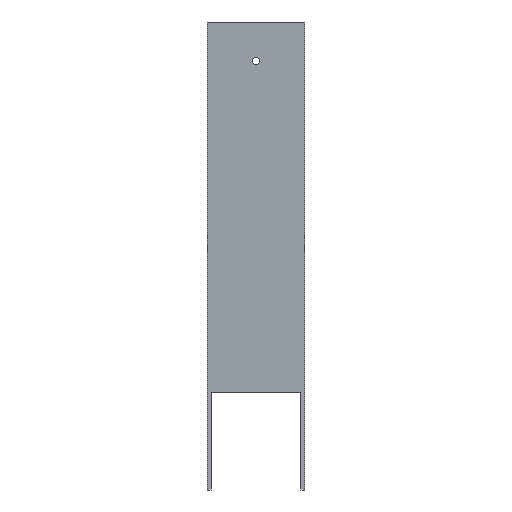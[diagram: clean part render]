
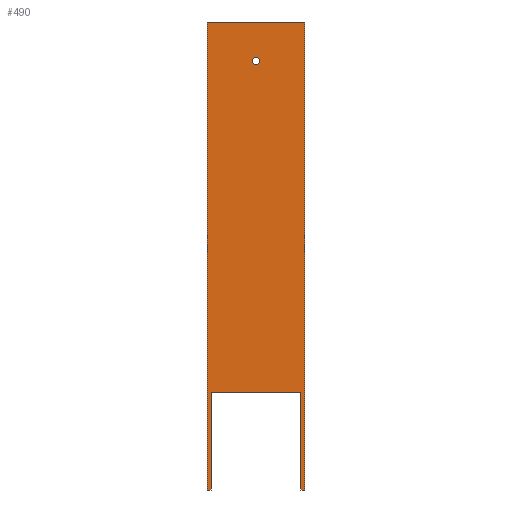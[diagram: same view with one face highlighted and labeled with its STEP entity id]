
A CAD part, front view. The second image highlights one B-rep face of the part: STEP entity #490.
In plain terms, the highlighted planar face has unit normal (0, -1, 0).
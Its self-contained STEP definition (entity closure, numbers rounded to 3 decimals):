
#4 = VECTOR ( 'NONE', #244, 1000. ) ;
#17 = DIRECTION ( 'NONE',  ( 0., 0., 1. ) ) ;
#27 = EDGE_CURVE ( 'NONE', #599, #357, #473, .T. ) ;
#46 = CARTESIAN_POINT ( 'NONE',  ( 23., -25., -190. ) ) ;
#53 = PLANE ( 'NONE',  #353 ) ;
#80 = DIRECTION ( 'NONE',  ( 0., 0., 1. ) ) ;
#94 = EDGE_CURVE ( 'NONE', #399, #101, #978, .T. ) ;
#98 = CARTESIAN_POINT ( 'NONE',  ( 0., -25., -20. ) ) ;
#101 = VERTEX_POINT ( 'NONE', #416 ) ;
#120 = ORIENTED_EDGE ( 'NONE', *, *, #679, .T. ) ;
#122 = CARTESIAN_POINT ( 'NONE',  ( 23., -25., -240. ) ) ;
#127 = CARTESIAN_POINT ( 'NONE',  ( 23., -25., -190. ) ) ;
#143 = AXIS2_PLACEMENT_3D ( 'NONE', #404, #888, #544 ) ;
#191 = VERTEX_POINT ( 'NONE', #850 ) ;
#193 = EDGE_LOOP ( 'NONE', ( #120, #535, #488, #873, #303, #654, #942, #512 ) ) ;
#194 = LINE ( 'NONE', #46, #923 ) ;
#210 = EDGE_CURVE ( 'NONE', #357, #599, #705, .T. ) ;
#218 = VERTEX_POINT ( 'NONE', #661 ) ;
#230 = DIRECTION ( 'NONE',  ( 0., 0., -1. ) ) ;
#232 = VECTOR ( 'NONE', #17, 1000. ) ;
#244 = DIRECTION ( 'NONE',  ( 1., 0., 0. ) ) ;
#251 = DIRECTION ( 'NONE',  ( 0., 0., 1. ) ) ;
#254 = CARTESIAN_POINT ( 'NONE',  ( -25., -25., -240. ) ) ;
#264 = VERTEX_POINT ( 'NONE', #127 ) ;
#273 = DIRECTION ( 'NONE',  ( 1., 0., 0. ) ) ;
#277 = EDGE_CURVE ( 'NONE', #363, #191, #954, .T. ) ;
#281 = DIRECTION ( 'NONE',  ( 1., 0., 0. ) ) ;
#303 = ORIENTED_EDGE ( 'NONE', *, *, #1014, .T. ) ;
#321 = FACE_BOUND ( 'NONE', #701, .T. ) ;
#330 = CARTESIAN_POINT ( 'NONE',  ( 25., -25., -240. ) ) ;
#353 = AXIS2_PLACEMENT_3D ( 'NONE', #468, #810, #732 ) ;
#357 = VERTEX_POINT ( 'NONE', #871 ) ;
#363 = VERTEX_POINT ( 'NONE', #122 ) ;
#380 = ORIENTED_EDGE ( 'NONE', *, *, #210, .T. ) ;
#399 = VERTEX_POINT ( 'NONE', #483 ) ;
#404 = CARTESIAN_POINT ( 'NONE',  ( 0., -25., -20. ) ) ;
#409 = LINE ( 'NONE', #330, #551 ) ;
#416 = CARTESIAN_POINT ( 'NONE',  ( 25., -25., 0. ) ) ;
#434 = LINE ( 'NONE', #524, #618 ) ;
#456 = EDGE_CURVE ( 'NONE', #670, #841, #1049, .T. ) ;
#457 = VECTOR ( 'NONE', #273, 1000. ) ;
#464 = FACE_OUTER_BOUND ( 'NONE', #193, .T. ) ;
#468 = CARTESIAN_POINT ( 'NONE',  ( -25., -25., -240. ) ) ;
#473 = CIRCLE ( 'NONE', #143, 2. ) ;
#477 = AXIS2_PLACEMENT_3D ( 'NONE', #98, #771, #251 ) ;
#483 = CARTESIAN_POINT ( 'NONE',  ( -25., -25., 0. ) ) ;
#488 = ORIENTED_EDGE ( 'NONE', *, *, #933, .T. ) ;
#490 = ADVANCED_FACE ( 'NONE', ( #321, #464 ), #53, .T. ) ;
#508 = LINE ( 'NONE', #977, #232 ) ;
#512 = ORIENTED_EDGE ( 'NONE', *, *, #456, .T. ) ;
#524 = CARTESIAN_POINT ( 'NONE',  ( -23., -25., -190. ) ) ;
#535 = ORIENTED_EDGE ( 'NONE', *, *, #745, .T. ) ;
#544 = DIRECTION ( 'NONE',  ( 0., 0., 1. ) ) ;
#551 = VECTOR ( 'NONE', #80, 1000. ) ;
#568 = DIRECTION ( 'NONE',  ( 1., 0., 0. ) ) ;
#599 = VERTEX_POINT ( 'NONE', #849 ) ;
#614 = EDGE_CURVE ( 'NONE', #670, #399, #508, .T. ) ;
#618 = VECTOR ( 'NONE', #874, 1000. ) ;
#654 = ORIENTED_EDGE ( 'NONE', *, *, #94, .F. ) ;
#661 = CARTESIAN_POINT ( 'NONE',  ( -23., -25., -190. ) ) ;
#670 = VERTEX_POINT ( 'NONE', #254 ) ;
#679 = EDGE_CURVE ( 'NONE', #841, #218, #434, .T. ) ;
#701 = EDGE_LOOP ( 'NONE', ( #989, #380 ) ) ;
#705 = CIRCLE ( 'NONE', #477, 2. ) ;
#732 = DIRECTION ( 'NONE',  ( 0., 0., -1. ) ) ;
#745 = EDGE_CURVE ( 'NONE', #218, #264, #194, .T. ) ;
#771 = DIRECTION ( 'NONE',  ( 0., 1., 0. ) ) ;
#804 = CARTESIAN_POINT ( 'NONE',  ( -25., -25., -240. ) ) ;
#810 = DIRECTION ( 'NONE',  ( 0., -1., 0. ) ) ;
#841 = VERTEX_POINT ( 'NONE', #1031 ) ;
#844 = VECTOR ( 'NONE', #568, 1000. ) ;
#849 = CARTESIAN_POINT ( 'NONE',  ( 0., -25., -18. ) ) ;
#850 = CARTESIAN_POINT ( 'NONE',  ( 25., -25., -240. ) ) ;
#871 = CARTESIAN_POINT ( 'NONE',  ( 0., -25., -22. ) ) ;
#873 = ORIENTED_EDGE ( 'NONE', *, *, #277, .T. ) ;
#874 = DIRECTION ( 'NONE',  ( 0., 0., 1. ) ) ;
#888 = DIRECTION ( 'NONE',  ( 0., 1., 0. ) ) ;
#923 = VECTOR ( 'NONE', #281, 1000. ) ;
#933 = EDGE_CURVE ( 'NONE', #264, #363, #1041, .T. ) ;
#942 = ORIENTED_EDGE ( 'NONE', *, *, #614, .F. ) ;
#954 = LINE ( 'NONE', #1027, #457 ) ;
#971 = CARTESIAN_POINT ( 'NONE',  ( 23., -25., -190. ) ) ;
#977 = CARTESIAN_POINT ( 'NONE',  ( -25., -25., -240. ) ) ;
#978 = LINE ( 'NONE', #982, #4 ) ;
#982 = CARTESIAN_POINT ( 'NONE',  ( -25., -25., 0. ) ) ;
#989 = ORIENTED_EDGE ( 'NONE', *, *, #27, .T. ) ;
#1014 = EDGE_CURVE ( 'NONE', #191, #101, #409, .T. ) ;
#1023 = VECTOR ( 'NONE', #230, 1000. ) ;
#1027 = CARTESIAN_POINT ( 'NONE',  ( -25., -25., -240. ) ) ;
#1031 = CARTESIAN_POINT ( 'NONE',  ( -23., -25., -240. ) ) ;
#1041 = LINE ( 'NONE', #971, #1023 ) ;
#1049 = LINE ( 'NONE', #804, #844 ) ;
